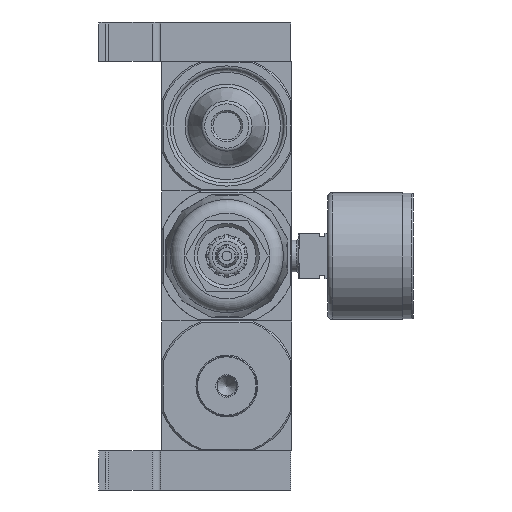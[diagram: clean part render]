
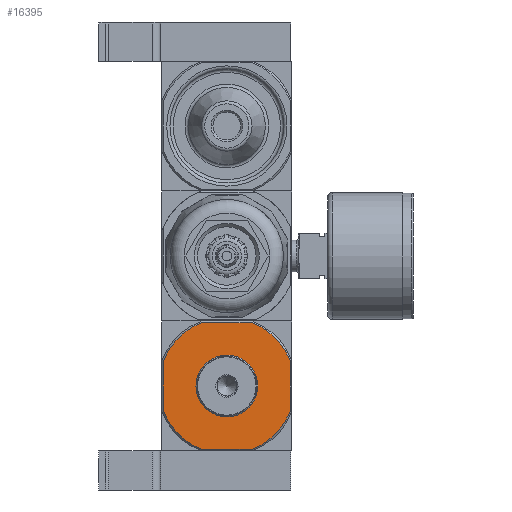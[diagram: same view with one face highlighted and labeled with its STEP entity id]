
A CAD part, front view. The second image highlights one B-rep face of the part: STEP entity #16395.
In plain terms, the highlighted planar face has unit normal (0, -1, 0).
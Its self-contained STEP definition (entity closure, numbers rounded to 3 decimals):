
#1796=CIRCLE('',#22885,9.5);
#1797=CIRCLE('',#22886,21.);
#1798=CIRCLE('',#22887,21.);
#1799=CIRCLE('',#22888,21.);
#1800=CIRCLE('',#22889,21.);
#5995=ORIENTED_EDGE('',*,*,#8497,.F.);
#5996=ORIENTED_EDGE('',*,*,#8498,.T.);
#5997=ORIENTED_EDGE('',*,*,#8499,.F.);
#5998=ORIENTED_EDGE('',*,*,#8493,.T.);
#5999=ORIENTED_EDGE('',*,*,#8500,.F.);
#6000=ORIENTED_EDGE('',*,*,#8501,.F.);
#6001=ORIENTED_EDGE('',*,*,#8502,.F.);
#6002=ORIENTED_EDGE('',*,*,#8503,.F.);
#6003=ORIENTED_EDGE('',*,*,#8504,.F.);
#8493=EDGE_CURVE('',#10145,#10146,#11242,.T.);
#8497=EDGE_CURVE('',#10149,#10149,#1796,.F.);
#8498=EDGE_CURVE('',#10150,#10151,#11244,.T.);
#8499=EDGE_CURVE('',#10145,#10151,#1797,.T.);
#8500=EDGE_CURVE('',#10152,#10146,#1798,.T.);
#8501=EDGE_CURVE('',#10153,#10152,#11245,.T.);
#8502=EDGE_CURVE('',#10154,#10153,#1799,.T.);
#8503=EDGE_CURVE('',#10155,#10154,#11246,.T.);
#8504=EDGE_CURVE('',#10150,#10155,#1800,.T.);
#10145=VERTEX_POINT('',#33468);
#10146=VERTEX_POINT('',#33469);
#10149=VERTEX_POINT('',#33483);
#10150=VERTEX_POINT('',#33485);
#10151=VERTEX_POINT('',#33486);
#10152=VERTEX_POINT('',#33489);
#10153=VERTEX_POINT('',#33491);
#10154=VERTEX_POINT('',#33493);
#10155=VERTEX_POINT('',#33495);
#11242=LINE('',#33467,#12292);
#11244=LINE('',#33484,#12294);
#11245=LINE('',#33490,#12295);
#11246=LINE('',#33494,#12296);
#12292=VECTOR('',#27621,1000.);
#12294=VECTOR('',#27627,1000.);
#12295=VECTOR('',#27632,1000.);
#12296=VECTOR('',#27635,1000.);
#13533=EDGE_LOOP('',(#5995));
#13534=EDGE_LOOP('',(#5996,#5997,#5998,#5999,#6000,#6001,#6002,#6003));
#14856=FACE_BOUND('',#13533,.T.);
#14857=FACE_BOUND('',#13534,.T.);
#15465=PLANE('',#22884);
#16395=ADVANCED_FACE('',(#14856,#14857),#15465,.F.);
#22884=AXIS2_PLACEMENT_3D('',#33481,#27623,#27624);
#22885=AXIS2_PLACEMENT_3D('',#33482,#27625,#27626);
#22886=AXIS2_PLACEMENT_3D('',#33487,#27628,#27629);
#22887=AXIS2_PLACEMENT_3D('',#33488,#27630,#27631);
#22888=AXIS2_PLACEMENT_3D('',#33492,#27633,#27634);
#22889=AXIS2_PLACEMENT_3D('',#33496,#27636,#27637);
#27621=DIRECTION('',(0.,0.,-1.));
#27623=DIRECTION('',(0.,1.,0.));
#27624=DIRECTION('',(0.,0.,1.));
#27625=DIRECTION('',(0.,1.,0.));
#27626=DIRECTION('',(0.,0.,1.));
#27627=DIRECTION('',(-1.,0.,0.));
#27628=DIRECTION('',(0.,1.,0.));
#27629=DIRECTION('',(-1.,0.,0.));
#27630=DIRECTION('',(0.,1.,0.));
#27631=DIRECTION('',(-1.,0.,0.));
#27632=DIRECTION('',(-1.,0.,0.));
#27633=DIRECTION('',(0.,1.,0.));
#27634=DIRECTION('',(-1.,0.,0.));
#27635=DIRECTION('',(0.,0.,-1.));
#27636=DIRECTION('',(0.,1.,0.));
#27637=DIRECTION('',(-1.,0.,0.));
#33467=CARTESIAN_POINT('',(-19.5,-20.,20.));
#33468=CARTESIAN_POINT('',(-19.5,-20.,7.794));
#33469=CARTESIAN_POINT('',(-19.5,-20.,-7.794));
#33481=CARTESIAN_POINT('',(-19.5,-20.,20.));
#33482=CARTESIAN_POINT('',(0.,-20.,0.));
#33483=CARTESIAN_POINT('',(0.,-20.,9.5));
#33484=CARTESIAN_POINT('',(20.,-20.,19.5));
#33485=CARTESIAN_POINT('',(7.794,-20.,19.5));
#33486=CARTESIAN_POINT('',(-7.794,-20.,19.5));
#33487=CARTESIAN_POINT('',(0.,-20.,0.));
#33488=CARTESIAN_POINT('',(0.,-20.,0.));
#33489=CARTESIAN_POINT('',(-7.794,-20.,-19.5));
#33490=CARTESIAN_POINT('',(20.,-20.,-19.5));
#33491=CARTESIAN_POINT('',(7.794,-20.,-19.5));
#33492=CARTESIAN_POINT('',(0.,-20.,0.));
#33493=CARTESIAN_POINT('',(19.5,-20.,-7.794));
#33494=CARTESIAN_POINT('',(19.5,-20.,20.));
#33495=CARTESIAN_POINT('',(19.5,-20.,7.794));
#33496=CARTESIAN_POINT('',(0.,-20.,0.));
